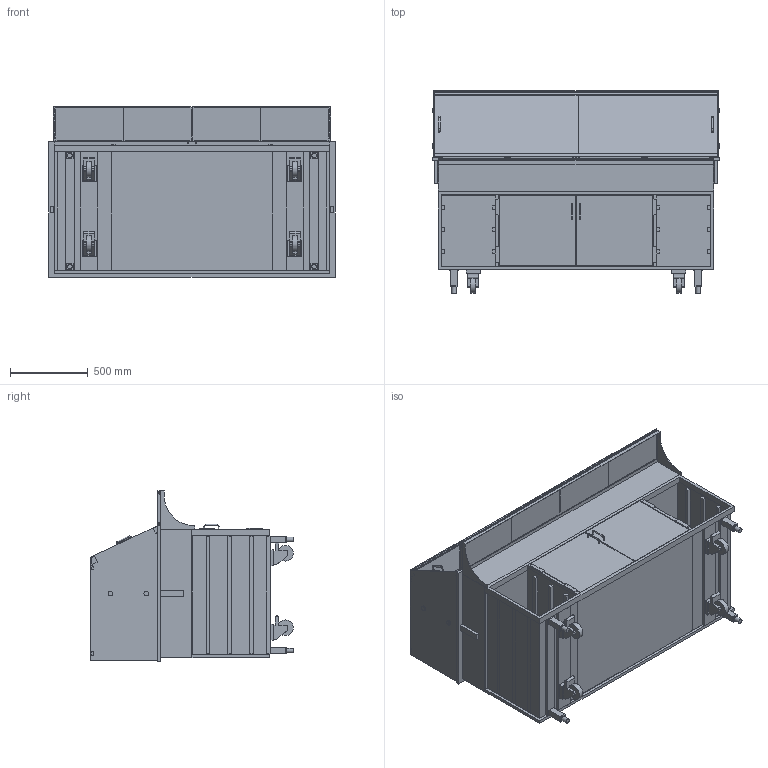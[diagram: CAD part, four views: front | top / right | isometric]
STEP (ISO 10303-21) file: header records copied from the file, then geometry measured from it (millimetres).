
FILE_DESCRIPTION(/* description */ ('Slide in'),/* implementation_level */ '2;1');
FILE_NAME(/* name */ '3D-AKE-00021164.stp',/* time_stamp */ '2023-03-21T14:33:42+01:00',/* author */ ('julian.lux'),/* organization */ (''),/* preprocessor_version */ 'ST-DEVELOPER v18.1',/* originating_system */ 'Autodesk Inventor 2020',/* authorisation */ '');
FILE_SCHEMA (('AUTOMOTIVE_DESIGN { 1 0 10303 214 3 1 1 }'));
Length unit declared in the file: millimetre
Products named in the file (1): 3D-AKE-00021164
Bounding box: 1843.68 x 1300.1 x 1095.1 mm (x, y, z)
Volume: 272915677.8 mm3; surface area: 31260124.9 mm2
Topology: 109 solids, 109 shells, 983 faces, 2326 edges, 1566 vertices
Faces by surface type: plane 779, cylinder 196, torus 8
Full cylindrical faces by diameter (mm): 8 x12, 10 x4, 16 x4, 30 x8, 100 x4
Entity records: 28192 total; most frequent: CARTESIAN_POINT 4876, DIRECTION 4758, ORIENTED_EDGE 4652, EDGE_CURVE 2326, LINE 1862, VECTOR 1862, VERTEX_POINT 1566, AXIS2_PLACEMENT_3D 1448
